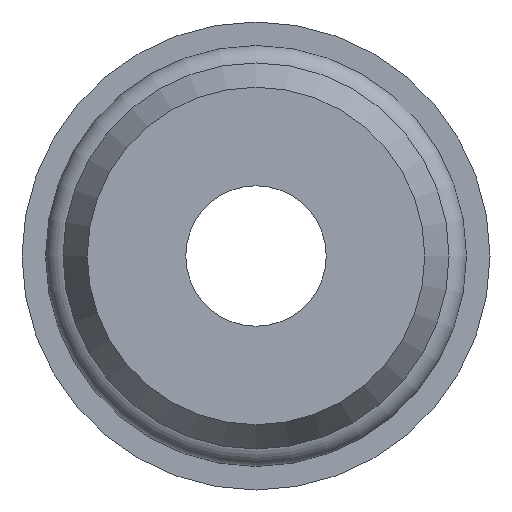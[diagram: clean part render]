
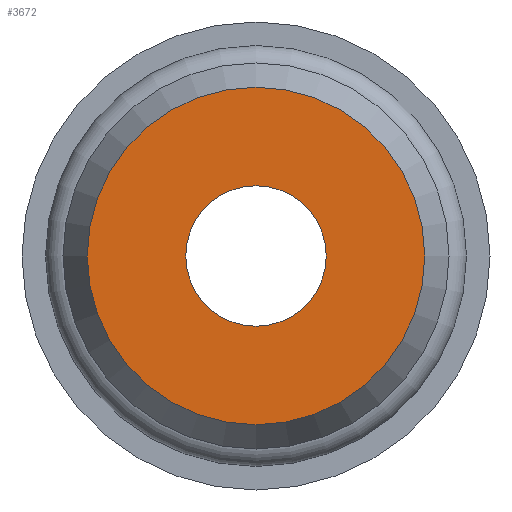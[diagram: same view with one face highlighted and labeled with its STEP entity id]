
A CAD part, front view. The second image highlights one B-rep face of the part: STEP entity #3672.
In plain terms, the highlighted planar face has unit normal (0, -1, 0).
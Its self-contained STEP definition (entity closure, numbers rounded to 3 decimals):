
#45=CIRCLE('',#3826,7.211);
#48=CIRCLE('',#3833,3.);
#108=PLANE('',#3834);
#867=ORIENTED_EDGE('',*,*,#1553,.F.);
#868=ORIENTED_EDGE('',*,*,#1541,.T.);
#1541=EDGE_CURVE('',#1877,#1877,#45,.T.);
#1553=EDGE_CURVE('',#1884,#1884,#48,.T.);
#1877=VERTEX_POINT('',#6378);
#1884=VERTEX_POINT('',#6457);
#2147=EDGE_LOOP('',(#867));
#2148=EDGE_LOOP('',(#868));
#2342=FACE_BOUND('',#2147,.T.);
#2343=FACE_BOUND('',#2148,.T.);
#3672=ADVANCED_FACE('',(#2342,#2343),#108,.T.);
#3826=AXIS2_PLACEMENT_3D('',#6377,#4131,#4132);
#3833=AXIS2_PLACEMENT_3D('',#6456,#4153,#4154);
#3834=AXIS2_PLACEMENT_3D('',#6458,#4155,#4156);
#4131=DIRECTION('',(0.,-1.,0.));
#4132=DIRECTION('',(0.,0.,-1.));
#4153=DIRECTION('',(0.,-1.,0.));
#4154=DIRECTION('',(0.,0.,-1.));
#4155=DIRECTION('',(0.,-1.,0.));
#4156=DIRECTION('',(0.,0.,-1.));
#6377=CARTESIAN_POINT('',(0.,0.,0.));
#6378=CARTESIAN_POINT('',(0.,0.,-7.211));
#6456=CARTESIAN_POINT('',(0.,0.,0.));
#6457=CARTESIAN_POINT('',(0.,0.,-3.));
#6458=CARTESIAN_POINT('',(0.,0.,0.));
